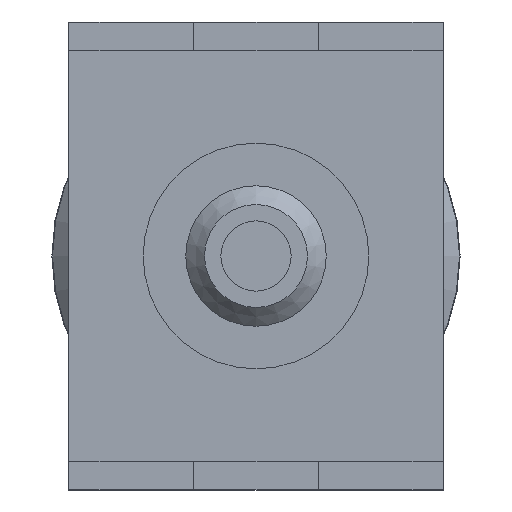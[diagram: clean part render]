
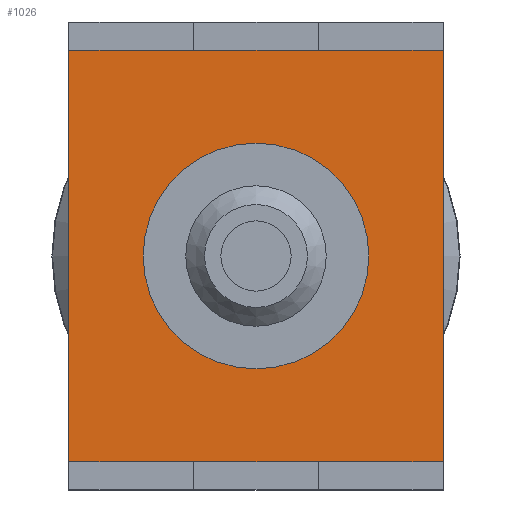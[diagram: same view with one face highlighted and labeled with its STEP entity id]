
A CAD part, left-side view. The second image highlights one B-rep face of the part: STEP entity #1026.
In plain terms, the highlighted planar face has unit normal (-1, 0, 0).
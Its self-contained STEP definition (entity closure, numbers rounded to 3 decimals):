
#27=FACE_BOUND('',#241,.T.);
#126=PLANE('',#1124);
#176=FACE_OUTER_BOUND('',#240,.T.);
#240=EDGE_LOOP('',(#885,#886,#887,#888,#889,#890,#891,#892,#893,#894,#895,
#896));
#241=EDGE_LOOP('',(#897));
#328=LINE('',#1592,#427);
#331=LINE('',#1598,#430);
#334=LINE('',#1604,#433);
#337=LINE('',#1610,#436);
#340=LINE('',#1616,#439);
#343=LINE('',#1622,#442);
#346=LINE('',#1628,#445);
#349=LINE('',#1634,#448);
#352=LINE('',#1640,#451);
#355=LINE('',#1646,#454);
#358=LINE('',#1652,#457);
#361=LINE('',#1656,#460);
#427=VECTOR('',#1293,10.);
#430=VECTOR('',#1298,10.);
#433=VECTOR('',#1303,10.);
#436=VECTOR('',#1308,10.);
#439=VECTOR('',#1313,10.);
#442=VECTOR('',#1318,10.);
#445=VECTOR('',#1323,10.);
#448=VECTOR('',#1328,10.);
#451=VECTOR('',#1333,10.);
#454=VECTOR('',#1338,10.);
#457=VECTOR('',#1343,10.);
#460=VECTOR('',#1348,10.);
#479=CIRCLE('',#1111,1.5);
#542=VERTEX_POINT('',#1582);
#545=VERTEX_POINT('',#1589);
#546=VERTEX_POINT('',#1591);
#548=VERTEX_POINT('',#1597);
#550=VERTEX_POINT('',#1603);
#552=VERTEX_POINT('',#1609);
#554=VERTEX_POINT('',#1615);
#556=VERTEX_POINT('',#1621);
#558=VERTEX_POINT('',#1627);
#560=VERTEX_POINT('',#1633);
#562=VERTEX_POINT('',#1639);
#564=VERTEX_POINT('',#1645);
#566=VERTEX_POINT('',#1651);
#648=EDGE_CURVE('',#542,#542,#479,.T.);
#651=EDGE_CURVE('',#546,#545,#328,.T.);
#654=EDGE_CURVE('',#548,#546,#331,.T.);
#657=EDGE_CURVE('',#550,#548,#334,.T.);
#660=EDGE_CURVE('',#552,#550,#337,.T.);
#663=EDGE_CURVE('',#554,#552,#340,.T.);
#666=EDGE_CURVE('',#556,#554,#343,.T.);
#669=EDGE_CURVE('',#558,#556,#346,.T.);
#672=EDGE_CURVE('',#560,#558,#349,.T.);
#675=EDGE_CURVE('',#562,#560,#352,.T.);
#678=EDGE_CURVE('',#564,#562,#355,.T.);
#681=EDGE_CURVE('',#566,#564,#358,.T.);
#684=EDGE_CURVE('',#545,#566,#361,.T.);
#885=ORIENTED_EDGE('',*,*,#684,.T.);
#886=ORIENTED_EDGE('',*,*,#681,.T.);
#887=ORIENTED_EDGE('',*,*,#678,.T.);
#888=ORIENTED_EDGE('',*,*,#675,.T.);
#889=ORIENTED_EDGE('',*,*,#672,.T.);
#890=ORIENTED_EDGE('',*,*,#669,.T.);
#891=ORIENTED_EDGE('',*,*,#666,.T.);
#892=ORIENTED_EDGE('',*,*,#663,.T.);
#893=ORIENTED_EDGE('',*,*,#660,.T.);
#894=ORIENTED_EDGE('',*,*,#657,.T.);
#895=ORIENTED_EDGE('',*,*,#654,.T.);
#896=ORIENTED_EDGE('',*,*,#651,.T.);
#897=ORIENTED_EDGE('',*,*,#648,.T.);
#1026=ADVANCED_FACE('',(#176,#27),#126,.T.);
#1111=AXIS2_PLACEMENT_3D('',#1584,#1287,#1288);
#1124=AXIS2_PLACEMENT_3D('',#1657,#1349,#1350);
#1287=DIRECTION('center_axis',(1.,0.,0.));
#1288=DIRECTION('ref_axis',(0.,0.,-1.));
#1293=DIRECTION('',(0.,0.,1.));
#1298=DIRECTION('',(0.,-1.,0.));
#1303=DIRECTION('',(0.,0.,1.));
#1308=DIRECTION('',(0.,-1.,0.));
#1313=DIRECTION('',(0.,0.,-1.));
#1318=DIRECTION('',(0.,-1.,0.));
#1323=DIRECTION('',(0.,0.,-1.));
#1328=DIRECTION('',(0.,1.,0.));
#1333=DIRECTION('',(0.,0.,-1.));
#1338=DIRECTION('',(0.,1.,0.));
#1343=DIRECTION('',(0.,0.,1.));
#1348=DIRECTION('',(0.,1.,0.));
#1349=DIRECTION('center_axis',(-1.,0.,0.));
#1350=DIRECTION('ref_axis',(0.,0.,1.));
#1582=CARTESIAN_POINT('',(-6.45,4.,1.5));
#1584=CARTESIAN_POINT('Origin',(-6.45,4.,0.));
#1589=CARTESIAN_POINT('',(-6.45,0.,4.4));
#1591=CARTESIAN_POINT('',(-6.45,0.,-4.4));
#1592=CARTESIAN_POINT('',(-6.45,0.,-4.4));
#1597=CARTESIAN_POINT('',(-6.45,2.667,-4.4));
#1598=CARTESIAN_POINT('',(-6.45,8.,-4.4));
#1603=CARTESIAN_POINT('',(-6.45,2.667,-5.));
#1604=CARTESIAN_POINT('',(-6.45,2.667,-5.));
#1609=CARTESIAN_POINT('',(-6.45,5.333,-5.));
#1610=CARTESIAN_POINT('',(-6.45,8.,-5.));
#1615=CARTESIAN_POINT('',(-6.45,5.333,-4.4));
#1616=CARTESIAN_POINT('',(-6.45,5.333,-3.8));
#1621=CARTESIAN_POINT('',(-6.45,8.,-4.4));
#1622=CARTESIAN_POINT('',(-6.45,8.,-4.4));
#1627=CARTESIAN_POINT('',(-6.45,8.,4.4));
#1628=CARTESIAN_POINT('',(-6.45,8.,4.4));
#1633=CARTESIAN_POINT('',(-6.45,5.333,4.4));
#1634=CARTESIAN_POINT('',(-6.45,0.,4.4));
#1639=CARTESIAN_POINT('',(-6.45,5.333,5.));
#1640=CARTESIAN_POINT('',(-6.45,5.333,5.));
#1645=CARTESIAN_POINT('',(-6.45,2.667,5.));
#1646=CARTESIAN_POINT('',(-6.45,2.667,5.));
#1651=CARTESIAN_POINT('',(-6.45,2.667,4.4));
#1652=CARTESIAN_POINT('',(-6.45,2.667,3.8));
#1656=CARTESIAN_POINT('',(-6.45,0.,4.4));
#1657=CARTESIAN_POINT('Origin',(-6.45,4.,0.));
